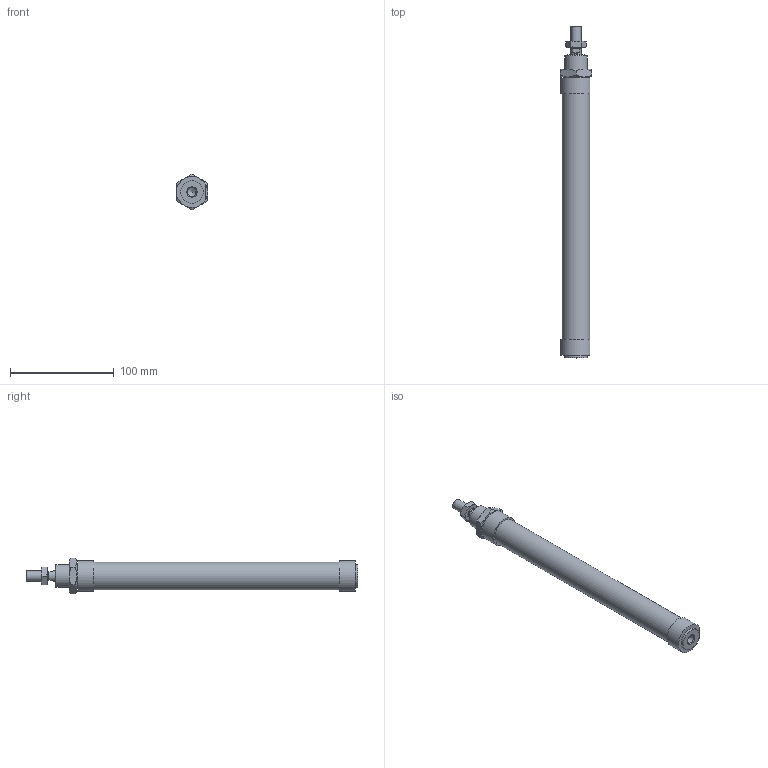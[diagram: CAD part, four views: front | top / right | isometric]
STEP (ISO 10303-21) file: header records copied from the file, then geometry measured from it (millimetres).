
FILE_DESCRIPTION((''),'2;1');
FILE_NAME('1281_25_0200.iam.stp','2009-06-04T09:40:30',(''),(''),'Autodesk Inventor 2010','Autodesk Inventor 2010','');
FILE_SCHEMA(('AUTOMOTIVE_DESIGN { 1 0 10303 214 1 1 1 1 }'));
Length unit declared in the file: millimetre
Products named in the file (5): 1281_25_0200; C1281_25_200; S1280_25_200; 1200_25_05; 1200_25_06
Assembly tree (4 placements, depth 2):
  1281_25_0200
    C1281_25_200
    S1280_25_200
    1200_25_05
    1200_25_06
Bounding box: 30 x 320.5 x 34.64 mm (x, y, z)
Volume: 166047.4 mm3; surface area: 45366.3 mm2
Topology: 4 solids, 4 shells, 86 faces, 185 edges, 112 vertices
Faces by surface type: plane 36, cone 26, bspline 15, cylinder 9
Full cylindrical faces by diameter (mm): 8.8 x1, 10 x3, 22 x2, 26.5 x1
Entity records: 2529 total; most frequent: CARTESIAN_POINT 690, DIRECTION 332, ORIENTED_EDGE 310, EDGE_CURVE 155, AXIS2_PLACEMENT_3D 148, EDGE_LOOP 120, VERTEX_POINT 103, STYLED_ITEM 90
